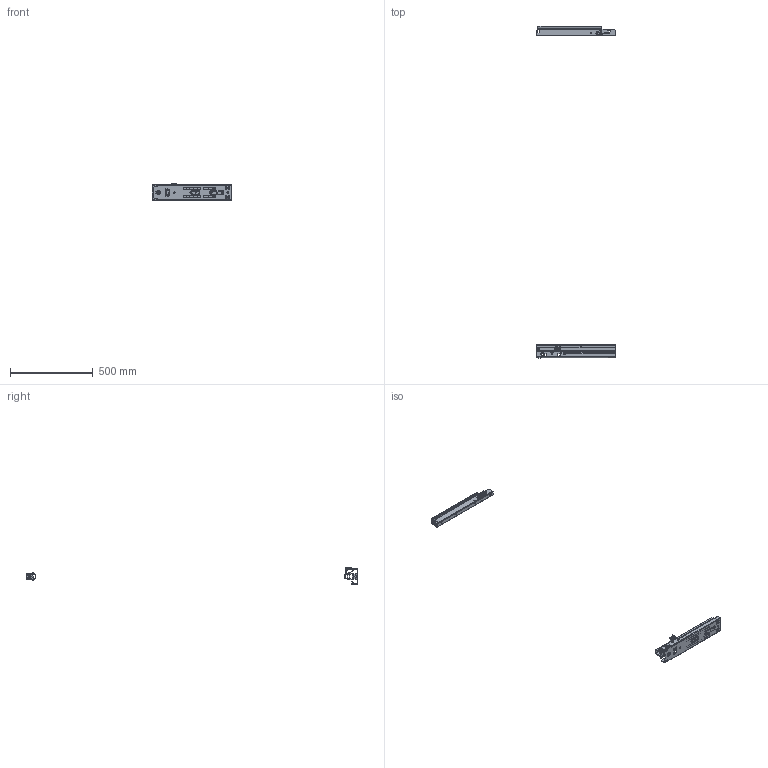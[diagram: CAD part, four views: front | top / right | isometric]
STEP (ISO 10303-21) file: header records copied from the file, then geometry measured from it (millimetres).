
FILE_DESCRIPTION (( 'STEP AP214' ), '1' );
FILE_NAME ('FR_771_A.0480mm_19inch_closed.STEP', '2022-11-16T08:53:21', ( '' ), ( '' ), 'SwSTEP 2.0', 'SolidWorks 2020', '' );
FILE_SCHEMA (( 'AUTOMOTIVE_DESIGN' ));
Length unit declared in the file: millimetre
Products named in the file (25): AV-005.re; AV-005.li; FR_771_A.0480mm_19inch_closed; SM-040_eingefahren 2mm vor Endstellung; 875.01-140_-140; 771.XXX-07.S212_NL  480; N61-187_M 8 x  6,5 - (din913); AT-048; 719.XXX-GA.L406_NL  400 eingefahren; 875.01-139_-139; SR-011; 771.XXX-06.0000_NL  480; 771.XXX-01.H016_NL  480; 771A.XXX-01.0000_NL  480 eingefahren; 719.XXX-02.L406_NL  400; 771.XXX-03.P048_NL  480; SR-011 Softteil; SE-013_014_rechts; 719.XXX-01.L406_NL  400 ohne Zentrierlappen; SR-011 Grundkörper; 771A.XXX-07.0000_NL  480 eingefahren Stellung 1; 771.XXX-03.0000_NL  480; E31-035_E31-035 vernietet Mat. 2,0mm; 01-anschlag.L406_eingefedert
Assembly tree (25 placements, depth 5):
  FR_771_A.0480mm_19inch_closed
    771A.XXX-01.0000_NL  480 eingefahren
      771.XXX-01.H016_NL  480
      SM-040_eingefahren 2mm vor Endstellung
        SR-011
          SR-011 Grundkörper
          SR-011 Softteil
    771.XXX-03.0000_NL  480
      771.XXX-03.P048_NL  480
      875.01-140_-140
        875.01-139_-139
        N61-187_M 8 x  6,5 - (din913)
        SE-013_014_rechts
    771.XXX-06.0000_NL  480
      771.XXX-06.0000_NL  480
      E31-035_E31-035 vernietet Mat. 2,0mm  x2
    719.XXX-GA.L406_NL  400 eingefahren
      719.XXX-01.L406_NL  400 ohne Zentrierlappen
      01-anschlag.L406_eingefedert
      719.XXX-02.L406_NL  400
      AT-048
    771A.XXX-07.0000_NL  480 eingefahren Stellung 1
      771.XXX-07.S212_NL  480
      AV-005.re
      AV-005.li
Bounding box: 478.3 x 2000.6 x 102.4 mm (x, y, z)
Volume: 427662.9 mm3; surface area: 577429.8 mm2
Topology: 17 solids, 19 shells, 5098 faces, 12901 edges, 7792 vertices
Faces by surface type: cylinder 1919, plane 1791, bspline 806, torus 234, cone 174, sphere 174
Entity records: 178981 total; most frequent: CARTESIAN_POINT 64156, ORIENTED_EDGE 25498, DIRECTION 22044, EDGE_CURVE 12751, VERTEX_POINT 7771, AXIS2_PLACEMENT_3D 7710, VECTOR 6624, LINE 6624
